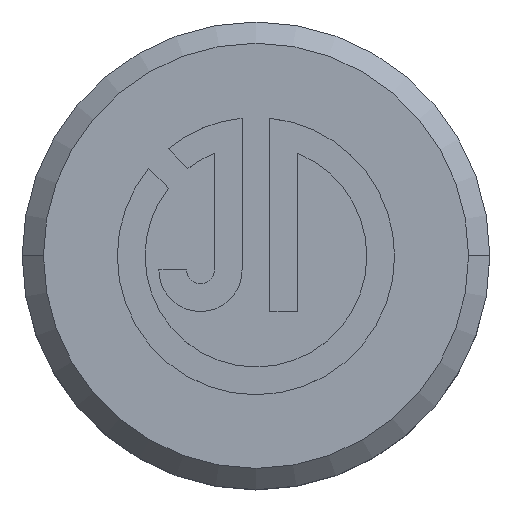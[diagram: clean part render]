
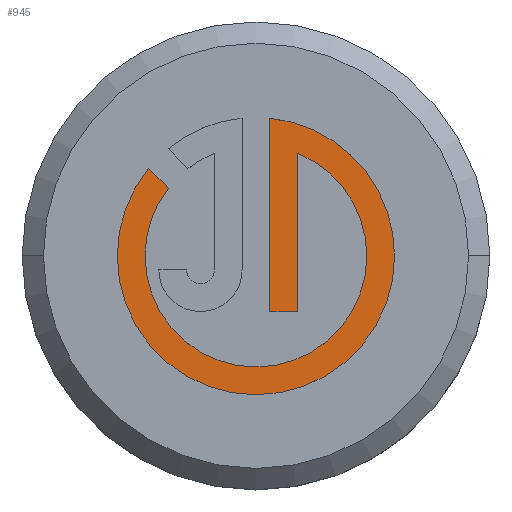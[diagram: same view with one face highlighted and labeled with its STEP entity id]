
A CAD part, top view. The second image highlights one B-rep face of the part: STEP entity #945.
In plain terms, the highlighted planar face has unit normal (0, 0, 1).
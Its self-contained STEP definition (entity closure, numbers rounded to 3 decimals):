
#13 = DIRECTION ( 'NONE',  ( 0., 0., 1. ) ) ;
#37 = CARTESIAN_POINT ( 'NONE',  ( 0.325, 3.238, 69.9 ) ) ;
#58 = VECTOR ( 'NONE', #302, 1000. ) ;
#80 = DIRECTION ( 'NONE',  ( -1., 0., 0. ) ) ;
#85 = DIRECTION ( 'NONE',  ( 0., 0., -1. ) ) ;
#89 = EDGE_CURVE ( 'NONE', #861, #905, #920, .T. ) ;
#112 = VERTEX_POINT ( 'NONE', #1235 ) ;
#126 = ORIENTED_EDGE ( 'NONE', *, *, #291, .T. ) ;
#129 = EDGE_CURVE ( 'NONE', #1122, #638, #857, .T. ) ;
#130 = VECTOR ( 'NONE', #1350, 1000. ) ;
#143 = EDGE_CURVE ( 'NONE', #638, #698, #546, .T. ) ;
#145 = AXIS2_PLACEMENT_3D ( 'NONE', #652, #1452, #774 ) ;
#155 = EDGE_CURVE ( 'NONE', #698, #112, #1017, .T. ) ;
#165 = EDGE_CURVE ( 'NONE', #1251, #1320, #748, .T. ) ;
#174 = EDGE_CURVE ( 'NONE', #1320, #861, #374, .T. ) ;
#195 = CARTESIAN_POINT ( 'NONE',  ( -2.61, -0.006, 69.9 ) ) ;
#197 = CARTESIAN_POINT ( 'NONE',  ( -0.001, -0.006, 69.9 ) ) ;
#207 = CARTESIAN_POINT ( 'NONE',  ( 0., -1.31, 69.9 ) ) ;
#252 = CARTESIAN_POINT ( 'NONE',  ( 0., 0., 69.9 ) ) ;
#282 = VECTOR ( 'NONE', #998, 1000. ) ;
#291 = EDGE_CURVE ( 'NONE', #905, #347, #1373, .T. ) ;
#302 = DIRECTION ( 'NONE',  ( -0.707, 0.707, 0. ) ) ;
#307 = AXIS2_PLACEMENT_3D ( 'NONE', #1107, #772, #985 ) ;
#314 = VECTOR ( 'NONE', #431, 1000. ) ;
#323 = CARTESIAN_POINT ( 'NONE',  ( -0.001, -0.006, 69.9 ) ) ;
#329 = CARTESIAN_POINT ( 'NONE',  ( 3.259, -0.006, 69.9 ) ) ;
#334 = CARTESIAN_POINT ( 'NONE',  ( -0.001, -0.006, 69.9 ) ) ;
#347 = VERTEX_POINT ( 'NONE', #329 ) ;
#372 = EDGE_CURVE ( 'NONE', #522, #1251, #1300, .T. ) ;
#374 = LINE ( 'NONE', #1326, #58 ) ;
#409 = CIRCLE ( 'NONE', #145, 2.608 ) ;
#419 = DIRECTION ( 'NONE',  ( 0., 0., 1. ) ) ;
#431 = DIRECTION ( 'NONE',  ( 1., 0., 0. ) ) ;
#443 = DIRECTION ( 'NONE',  ( 1., 0., 0. ) ) ;
#455 = DIRECTION ( 'NONE',  ( -1., 0., 0. ) ) ;
#477 = CIRCLE ( 'NONE', #526, 3.261 ) ;
#522 = VERTEX_POINT ( 'NONE', #707 ) ;
#526 = AXIS2_PLACEMENT_3D ( 'NONE', #1095, #419, #1217 ) ;
#546 = LINE ( 'NONE', #207, #314 ) ;
#582 = CARTESIAN_POINT ( 'NONE',  ( -2.526, 2.057, 69.9 ) ) ;
#585 = ORIENTED_EDGE ( 'NONE', *, *, #143, .T. ) ;
#594 = CARTESIAN_POINT ( 'NONE',  ( -3.262, -0.006, 69.9 ) ) ;
#597 = PLANE ( 'NONE',  #817 ) ;
#638 = VERTEX_POINT ( 'NONE', #951 ) ;
#652 = CARTESIAN_POINT ( 'NONE',  ( -0.001, -0.006, 69.9 ) ) ;
#674 = EDGE_CURVE ( 'NONE', #112, #522, #409, .T. ) ;
#683 = ORIENTED_EDGE ( 'NONE', *, *, #1468, .T. ) ;
#697 = ORIENTED_EDGE ( 'NONE', *, *, #372, .T. ) ;
#698 = VERTEX_POINT ( 'NONE', #1068 ) ;
#707 = CARTESIAN_POINT ( 'NONE',  ( 2.607, -0.006, 69.9 ) ) ;
#748 = CIRCLE ( 'NONE', #855, 2.608 ) ;
#750 = ORIENTED_EDGE ( 'NONE', *, *, #129, .T. ) ;
#772 = DIRECTION ( 'NONE',  ( 0., 0., 1. ) ) ;
#774 = DIRECTION ( 'NONE',  ( -1., 0., 0. ) ) ;
#817 = AXIS2_PLACEMENT_3D ( 'NONE', #252, #13, #834 ) ;
#834 = DIRECTION ( 'NONE',  ( 1., 0., 0. ) ) ;
#847 = ORIENTED_EDGE ( 'NONE', *, *, #89, .T. ) ;
#849 = ORIENTED_EDGE ( 'NONE', *, *, #674, .T. ) ;
#855 = AXIS2_PLACEMENT_3D ( 'NONE', #197, #85, #80 ) ;
#857 = LINE ( 'NONE', #1220, #282 ) ;
#861 = VERTEX_POINT ( 'NONE', #582 ) ;
#891 = CARTESIAN_POINT ( 'NONE',  ( 0.977, 0., 69.9 ) ) ;
#894 = AXIS2_PLACEMENT_3D ( 'NONE', #323, #1121, #443 ) ;
#905 = VERTEX_POINT ( 'NONE', #594 ) ;
#920 = CIRCLE ( 'NONE', #307, 3.261 ) ;
#945 = ADVANCED_FACE ( 'NONE', ( #1046 ), #597, .T. ) ;
#951 = CARTESIAN_POINT ( 'NONE',  ( 0.325, -1.31, 69.9 ) ) ;
#962 = ORIENTED_EDGE ( 'NONE', *, *, #155, .T. ) ;
#985 = DIRECTION ( 'NONE',  ( 1., 0., 0. ) ) ;
#998 = DIRECTION ( 'NONE',  ( 0., -1., 0. ) ) ;
#1017 = LINE ( 'NONE', #891, #130 ) ;
#1020 = EDGE_LOOP ( 'NONE', ( #849, #697, #1437, #1245, #847, #126, #683, #750, #585, #962 ) ) ;
#1046 = FACE_OUTER_BOUND ( 'NONE', #1020, .T. ) ;
#1068 = CARTESIAN_POINT ( 'NONE',  ( 0.977, -1.31, 69.9 ) ) ;
#1095 = CARTESIAN_POINT ( 'NONE',  ( -0.001, -0.006, 69.9 ) ) ;
#1107 = CARTESIAN_POINT ( 'NONE',  ( -0.001, -0.006, 69.9 ) ) ;
#1121 = DIRECTION ( 'NONE',  ( 0., 0., 1. ) ) ;
#1122 = VERTEX_POINT ( 'NONE', #37 ) ;
#1125 = AXIS2_PLACEMENT_3D ( 'NONE', #334, #1129, #455 ) ;
#1126 = CARTESIAN_POINT ( 'NONE',  ( -2.062, 1.593, 69.9 ) ) ;
#1129 = DIRECTION ( 'NONE',  ( 0., 0., -1. ) ) ;
#1217 = DIRECTION ( 'NONE',  ( 1., 0., 0. ) ) ;
#1220 = CARTESIAN_POINT ( 'NONE',  ( 0.325, 0., 69.9 ) ) ;
#1235 = CARTESIAN_POINT ( 'NONE',  ( 0.977, 2.412, 69.9 ) ) ;
#1245 = ORIENTED_EDGE ( 'NONE', *, *, #174, .T. ) ;
#1251 = VERTEX_POINT ( 'NONE', #195 ) ;
#1300 = CIRCLE ( 'NONE', #1125, 2.608 ) ;
#1320 = VERTEX_POINT ( 'NONE', #1126 ) ;
#1326 = CARTESIAN_POINT ( 'NONE',  ( -2.062, 1.593, 69.9 ) ) ;
#1350 = DIRECTION ( 'NONE',  ( 0., 1., 0. ) ) ;
#1373 = CIRCLE ( 'NONE', #894, 3.261 ) ;
#1437 = ORIENTED_EDGE ( 'NONE', *, *, #165, .T. ) ;
#1452 = DIRECTION ( 'NONE',  ( 0., 0., -1. ) ) ;
#1468 = EDGE_CURVE ( 'NONE', #347, #1122, #477, .T. ) ;
